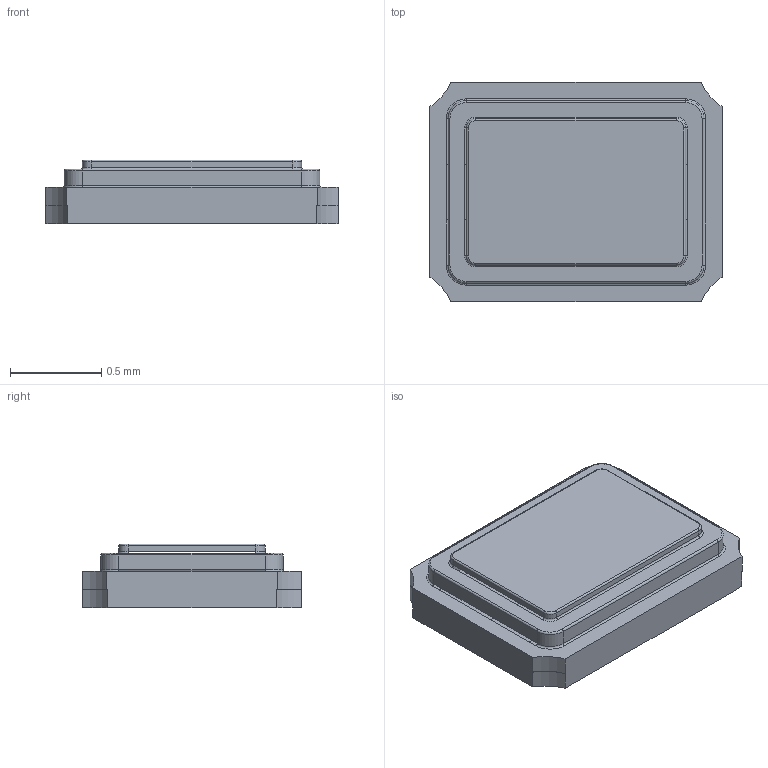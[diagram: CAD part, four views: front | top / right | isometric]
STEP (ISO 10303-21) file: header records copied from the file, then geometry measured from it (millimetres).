
FILE_DESCRIPTION (( 'STEP AP214' ), '1' );
FILE_NAME ('1612_26MHZ.STEP', '2022-04-07T08:34:50', ( '' ), ( '' ), 'SwSTEP 2.0', 'SolidWorks 2020', '' );
FILE_SCHEMA (( 'AUTOMOTIVE_DESIGN' ));
Length unit declared in the file: millimetre
Products named in the file (1): 1612_26MHZ
Bounding box: 1.6 x 1.2 x 0.35 mm (x, y, z)
Surface area: 5.4 mm2 (no closed solid volume)
Topology: 0 solids, 2 shells, 96 faces, 370 edges, 258 vertices
Faces by surface type: plane 44, cylinder 29, torus 16, bspline 7
Entity records: 5444 total; most frequent: CARTESIAN_POINT 1360, DIRECTION 602, ORIENTED_EDGE 566, EDGE_CURVE 370, LINE 262, VECTOR 262, VERTEX_POINT 258, AXIS2_PLACEMENT_3D 170
